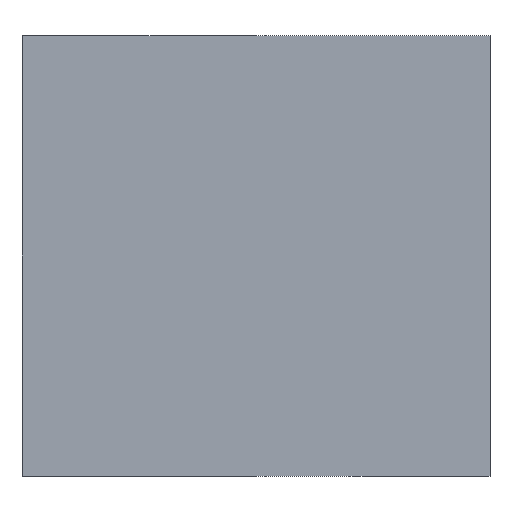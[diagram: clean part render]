
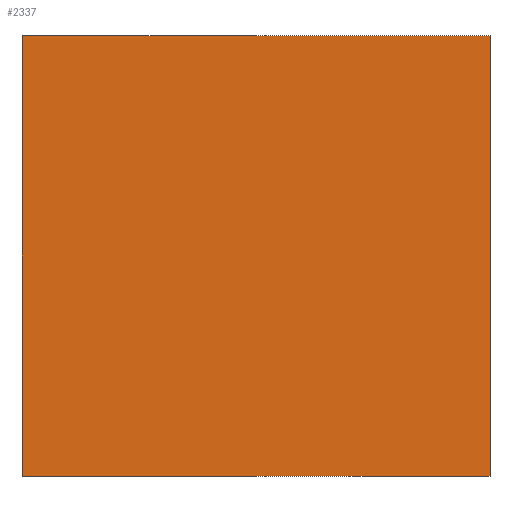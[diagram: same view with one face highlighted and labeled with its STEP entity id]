
A CAD part, left-side view. The second image highlights one B-rep face of the part: STEP entity #2337.
In plain terms, the highlighted planar face has unit normal (-1, 0, 0).
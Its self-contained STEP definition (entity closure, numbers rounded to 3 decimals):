
#1023=EDGE_CURVE('',#2047,#1395,#2882,.T.);
#1395=VERTEX_POINT('',#3292);
#1397=EDGE_CURVE('',#2253,#2299,#3294,.T.);
#1837=EDGE_CURVE('',#2047,#2299,#3793,.T.);
#2047=VERTEX_POINT('',#4024);
#2231=EDGE_CURVE('',#1395,#2253,#4230,.T.);
#2253=VERTEX_POINT('',#4257);
#2299=VERTEX_POINT('',#4306);
#2337=ADVANCED_FACE('',(#4349),#4350,.T.);
#2882=LINE('',#4954,#4955);
#3292=CARTESIAN_POINT('',(-40.0,17.5,0.0));
#3294=LINE('',#5508,#5509);
#3793=LINE('',#6160,#6161);
#4024=CARTESIAN_POINT('',(-40.0,17.5,80.0));
#4230=LINE('',#6730,#6731);
#4257=CARTESIAN_POINT('',(-40.0,-67.5,0.0));
#4306=CARTESIAN_POINT('',(-40.0,-67.5,80.0));
#4349=FACE_OUTER_BOUND('',#6883,.T.);
#4350=PLANE('',#6884);
#4954=CARTESIAN_POINT('',(-40.0,17.5,80.0));
#4955=VECTOR('',#7686,1.0);
#5508=CARTESIAN_POINT('',(-40.0,-67.5,80.0));
#5509=VECTOR('',#8237,1.0);
#6160=CARTESIAN_POINT('',(-40.0,17.5,80.0));
#6161=VECTOR('',#8931,1.0);
#6730=CARTESIAN_POINT('',(-40.0,17.5,0.0));
#6731=VECTOR('',#9501,1.0);
#6883=EDGE_LOOP('',(#9656,#9657,#9658,#9659));
#6884=AXIS2_PLACEMENT_3D('',#9660,#9661,#9662);
#7686=DIRECTION('',(0.0,0.0,-1.0));
#8237=DIRECTION('',(0.0,0.0,1.0));
#8931=DIRECTION('',(0.0,-1.0,0.0));
#9501=DIRECTION('',(0.0,-1.0,0.0));
#9656=ORIENTED_EDGE('',*,*,#1397,.T.);
#9657=ORIENTED_EDGE('',*,*,#1837,.F.);
#9658=ORIENTED_EDGE('',*,*,#1023,.T.);
#9659=ORIENTED_EDGE('',*,*,#2231,.T.);
#9660=CARTESIAN_POINT('',(-40.0,17.5,0.0));
#9661=DIRECTION('',(-1.0,0.0,0.0));
#9662=DIRECTION('',(0.0,-1.0,0.0));
